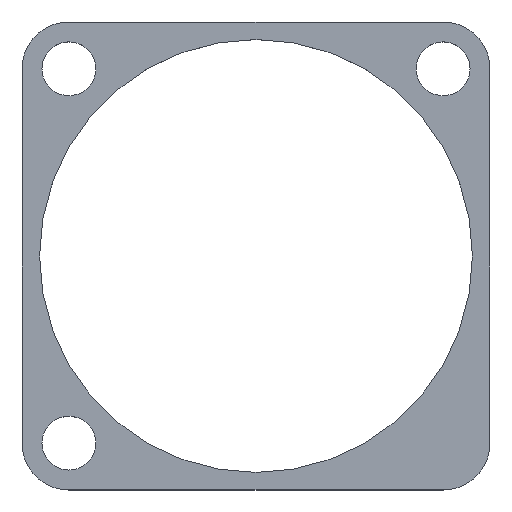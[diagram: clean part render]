
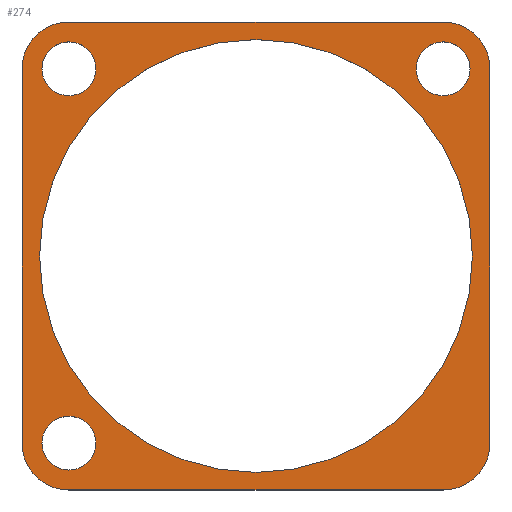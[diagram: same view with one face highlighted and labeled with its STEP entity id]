
A CAD part, top view. The second image highlights one B-rep face of the part: STEP entity #274.
In plain terms, the highlighted planar face has unit normal (0, 0, 1).
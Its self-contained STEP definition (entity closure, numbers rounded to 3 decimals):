
#19=FACE_BOUND('',#61,.T.);
#20=FACE_BOUND('',#62,.T.);
#21=FACE_BOUND('',#63,.T.);
#22=FACE_BOUND('',#64,.T.);
#28=PLANE('',#324);
#42=FACE_OUTER_BOUND('',#60,.T.);
#60=EDGE_LOOP('',(#241,#242,#243,#244,#245,#246,#247,#248));
#61=EDGE_LOOP('',(#249));
#62=EDGE_LOOP('',(#250));
#63=EDGE_LOOP('',(#251));
#64=EDGE_LOOP('',(#252));
#71=LINE('',#439,#91);
#75=LINE('',#451,#95);
#79=LINE('',#463,#99);
#83=LINE('',#475,#103);
#91=VECTOR('',#359,10.);
#95=VECTOR('',#371,10.);
#99=VECTOR('',#383,10.);
#103=VECTOR('',#395,10.);
#106=CIRCLE('',#297,13.875);
#108=CIRCLE('',#300,1.725);
#110=CIRCLE('',#303,1.725);
#112=CIRCLE('',#306,1.725);
#114=CIRCLE('',#310,3.);
#116=CIRCLE('',#314,3.);
#118=CIRCLE('',#318,3.);
#120=CIRCLE('',#322,3.);
#122=VERTEX_POINT('',#411);
#124=VERTEX_POINT('',#417);
#126=VERTEX_POINT('',#423);
#128=VERTEX_POINT('',#429);
#131=VERTEX_POINT('',#436);
#132=VERTEX_POINT('',#438);
#134=VERTEX_POINT('',#444);
#136=VERTEX_POINT('',#450);
#138=VERTEX_POINT('',#456);
#140=VERTEX_POINT('',#462);
#142=VERTEX_POINT('',#468);
#144=VERTEX_POINT('',#474);
#147=EDGE_CURVE('',#122,#122,#106,.T.);
#150=EDGE_CURVE('',#124,#124,#108,.T.);
#153=EDGE_CURVE('',#126,#126,#110,.T.);
#156=EDGE_CURVE('',#128,#128,#112,.T.);
#159=EDGE_CURVE('',#132,#131,#71,.T.);
#162=EDGE_CURVE('',#134,#132,#114,.T.);
#165=EDGE_CURVE('',#136,#134,#75,.T.);
#168=EDGE_CURVE('',#138,#136,#116,.T.);
#171=EDGE_CURVE('',#140,#138,#79,.T.);
#174=EDGE_CURVE('',#142,#140,#118,.T.);
#177=EDGE_CURVE('',#144,#142,#83,.T.);
#180=EDGE_CURVE('',#131,#144,#120,.T.);
#241=ORIENTED_EDGE('',*,*,#180,.T.);
#242=ORIENTED_EDGE('',*,*,#177,.T.);
#243=ORIENTED_EDGE('',*,*,#174,.T.);
#244=ORIENTED_EDGE('',*,*,#171,.T.);
#245=ORIENTED_EDGE('',*,*,#168,.T.);
#246=ORIENTED_EDGE('',*,*,#165,.T.);
#247=ORIENTED_EDGE('',*,*,#162,.T.);
#248=ORIENTED_EDGE('',*,*,#159,.T.);
#249=ORIENTED_EDGE('',*,*,#147,.T.);
#250=ORIENTED_EDGE('',*,*,#150,.T.);
#251=ORIENTED_EDGE('',*,*,#153,.T.);
#252=ORIENTED_EDGE('',*,*,#156,.T.);
#274=ADVANCED_FACE('',(#42,#19,#20,#21,#22),#28,.T.);
#297=AXIS2_PLACEMENT_3D('',#413,#332,#333);
#300=AXIS2_PLACEMENT_3D('',#419,#339,#340);
#303=AXIS2_PLACEMENT_3D('',#425,#346,#347);
#306=AXIS2_PLACEMENT_3D('',#431,#353,#354);
#310=AXIS2_PLACEMENT_3D('',#445,#365,#366);
#314=AXIS2_PLACEMENT_3D('',#457,#377,#378);
#318=AXIS2_PLACEMENT_3D('',#469,#389,#390);
#322=AXIS2_PLACEMENT_3D('',#479,#401,#402);
#324=AXIS2_PLACEMENT_3D('',#481,#405,#406);
#332=DIRECTION('center_axis',(0.,0.,-1.));
#333=DIRECTION('ref_axis',(-1.,0.,0.));
#339=DIRECTION('center_axis',(0.,0.,-1.));
#340=DIRECTION('ref_axis',(-1.,0.,0.));
#346=DIRECTION('center_axis',(0.,0.,-1.));
#347=DIRECTION('ref_axis',(-1.,0.,0.));
#353=DIRECTION('center_axis',(0.,0.,-1.));
#354=DIRECTION('ref_axis',(-1.,0.,0.));
#359=DIRECTION('',(0.,1.,0.));
#365=DIRECTION('center_axis',(0.,0.,1.));
#366=DIRECTION('ref_axis',(0.,1.,0.));
#371=DIRECTION('',(1.,0.,0.));
#377=DIRECTION('center_axis',(0.,0.,1.));
#378=DIRECTION('ref_axis',(1.,0.,0.));
#383=DIRECTION('',(0.,-1.,0.));
#389=DIRECTION('center_axis',(0.,0.,1.));
#390=DIRECTION('ref_axis',(0.,-1.,0.));
#395=DIRECTION('',(-1.,0.,0.));
#401=DIRECTION('center_axis',(0.,0.,1.));
#402=DIRECTION('ref_axis',(-1.,0.,0.));
#405=DIRECTION('center_axis',(0.,0.,1.));
#406=DIRECTION('ref_axis',(1.,0.,0.));
#411=CARTESIAN_POINT('',(25.875,-15.,0.8));
#413=CARTESIAN_POINT('Origin',(12.,-15.,0.8));
#417=CARTESIAN_POINT('',(1.725,-3.,0.8));
#419=CARTESIAN_POINT('Origin',(0.,-3.,0.8));
#423=CARTESIAN_POINT('',(1.725,-27.,0.8));
#425=CARTESIAN_POINT('Origin',(0.,-27.,0.8));
#429=CARTESIAN_POINT('',(25.725,-3.,0.8));
#431=CARTESIAN_POINT('Origin',(24.,-3.,0.8));
#436=CARTESIAN_POINT('',(27.,-3.,0.8));
#438=CARTESIAN_POINT('',(27.,-27.,0.8));
#439=CARTESIAN_POINT('',(27.,-3.,0.8));
#444=CARTESIAN_POINT('',(24.,-30.,0.8));
#445=CARTESIAN_POINT('Origin',(24.,-27.,0.8));
#450=CARTESIAN_POINT('',(0.,-30.,0.8));
#451=CARTESIAN_POINT('',(24.,-30.,0.8));
#456=CARTESIAN_POINT('',(-3.,-27.,0.8));
#457=CARTESIAN_POINT('Origin',(0.,-27.,0.8));
#462=CARTESIAN_POINT('',(-3.,-3.,0.8));
#463=CARTESIAN_POINT('',(-3.,-27.,0.8));
#468=CARTESIAN_POINT('',(0.,0.,0.8));
#469=CARTESIAN_POINT('Origin',(0.,-3.,0.8));
#474=CARTESIAN_POINT('',(24.,0.,0.8));
#475=CARTESIAN_POINT('',(0.,0.,0.8));
#479=CARTESIAN_POINT('Origin',(24.,-3.,0.8));
#481=CARTESIAN_POINT('Origin',(12.,-15.,0.8));
